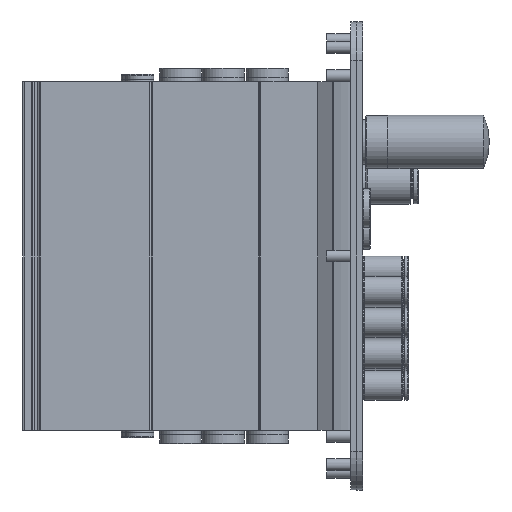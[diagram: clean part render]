
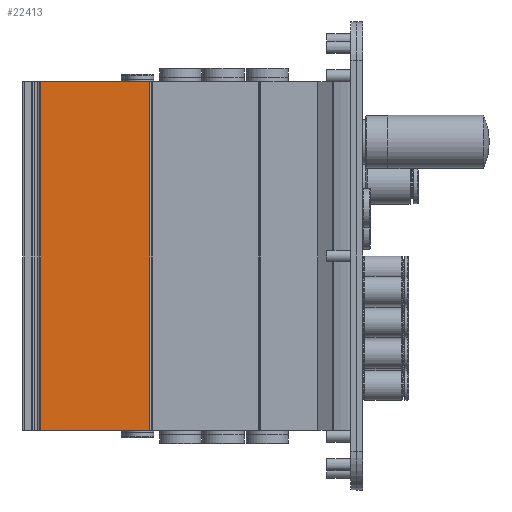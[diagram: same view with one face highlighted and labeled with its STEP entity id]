
A CAD part, front view. The second image highlights one B-rep face of the part: STEP entity #22413.
In plain terms, the highlighted planar face has unit normal (0, -1, 0).
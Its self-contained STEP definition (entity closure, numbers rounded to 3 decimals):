
#917=PLANE('',#24243);
#1965=LINE('',#35241,#3722);
#1966=LINE('',#35245,#3723);
#1967=LINE('',#35247,#3724);
#1968=LINE('',#35248,#3725);
#3722=VECTOR('',#28026,10.);
#3723=VECTOR('',#28031,10.);
#3724=VECTOR('',#28032,10.);
#3725=VECTOR('',#28033,10.);
#6042=FACE_OUTER_BOUND('',#7634,.T.);
#7634=EDGE_LOOP('',(#16976,#16977,#16978,#16979));
#10764=VERTEX_POINT('',#35238);
#10765=VERTEX_POINT('',#35240);
#10766=VERTEX_POINT('',#35244);
#10767=VERTEX_POINT('',#35246);
#13193=EDGE_CURVE('',#10765,#10764,#1965,.T.);
#13195=EDGE_CURVE('',#10764,#10766,#1966,.T.);
#13196=EDGE_CURVE('',#10767,#10766,#1967,.T.);
#13197=EDGE_CURVE('',#10767,#10765,#1968,.T.);
#16976=ORIENTED_EDGE('',*,*,#13195,.T.);
#16977=ORIENTED_EDGE('',*,*,#13196,.F.);
#16978=ORIENTED_EDGE('',*,*,#13197,.T.);
#16979=ORIENTED_EDGE('',*,*,#13193,.T.);
#22413=ADVANCED_FACE('',(#6042),#917,.T.);
#24243=AXIS2_PLACEMENT_3D('',#35243,#28029,#28030);
#28026=DIRECTION('',(0.,0.,1.));
#28029=DIRECTION('center_axis',(0.,-1.,0.));
#28030=DIRECTION('ref_axis',(0.,0.,-1.));
#28031=DIRECTION('',(-1.,0.,0.));
#28032=DIRECTION('',(0.,0.,1.));
#28033=DIRECTION('',(1.,0.,0.));
#35238=CARTESIAN_POINT('',(105.5,-23.,116.2));
#35240=CARTESIAN_POINT('',(105.5,-23.,0.));
#35241=CARTESIAN_POINT('',(105.5,-23.,0.));
#35243=CARTESIAN_POINT('Origin',(105.5,-23.,0.));
#35244=CARTESIAN_POINT('',(69.,-23.,116.2));
#35245=CARTESIAN_POINT('',(69.,-23.,116.2));
#35246=CARTESIAN_POINT('',(69.,-23.,0.));
#35247=CARTESIAN_POINT('',(69.,-23.,0.));
#35248=CARTESIAN_POINT('',(69.,-23.,0.));
